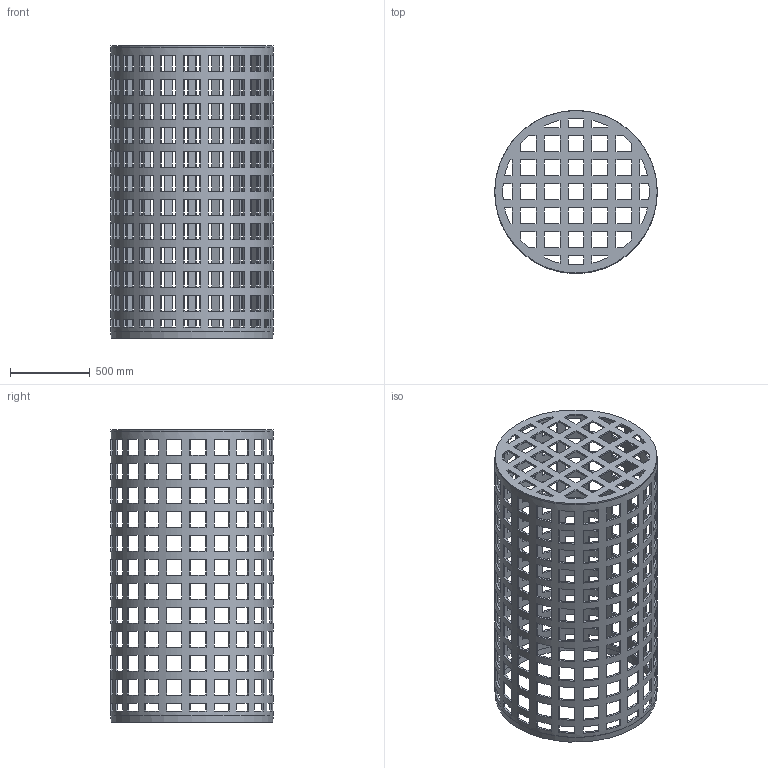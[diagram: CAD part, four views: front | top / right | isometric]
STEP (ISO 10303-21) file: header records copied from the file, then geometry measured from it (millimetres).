
FILE_DESCRIPTION(/* description */ (''),/* implementation_level */ '2;1');
FILE_NAME(/* name */ '15217.100X_3D.stp',/* time_stamp */ '2024-12-11T14:55:32+01:00',/* author */ ('CAD'),/* organization */ (''),/* preprocessor_version */ 'ST-DEVELOPER v20',/* originating_system */ 'AutoCAD Mechanical',/* authorisation */ '');
FILE_SCHEMA (('AUTOMOTIVE_DESIGN { 1 0 10303 214 3 1 1 }'));
Length unit declared in the file: centimetre
Products named in the file (2): Product; *S0
Assembly tree (1 placements, depth 2):
  Product
    *S0
Bounding box: 1016 x 1016 x 1830 mm (x, y, z)
Volume: 45103874.2 mm3; surface area: 9113472.2 mm2
Topology: 2 solids, 2 shells, 1171 faces, 3575 edges, 2384 vertices
Faces by surface type: plane 1147, cylinder 19, cone 3, torus 2
Full cylindrical faces by diameter (mm): 992 x1, 1016 x2
Entity records: 41451 total; most frequent: ORIENTED_EDGE 7148, CARTESIAN_POINT 7133, DIRECTION 7027, EDGE_CURVE 3574, LINE 2471, VECTOR 2471, VERTEX_POINT 2382, AXIS2_PLACEMENT_3D 2278
